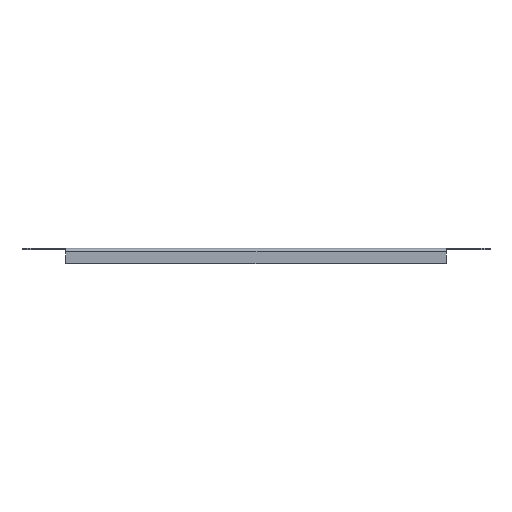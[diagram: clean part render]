
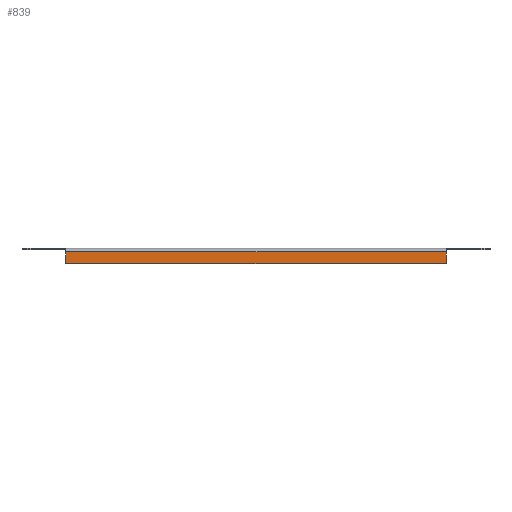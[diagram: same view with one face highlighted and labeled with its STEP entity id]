
A CAD part, front view. The second image highlights one B-rep face of the part: STEP entity #839.
In plain terms, the highlighted planar face has unit normal (0, -1, 0).
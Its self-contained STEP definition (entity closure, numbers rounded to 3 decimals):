
#45 = LINE ( 'NONE', #466, #613 ) ;
#74 = DIRECTION ( 'NONE',  ( 0., 1., 0. ) ) ;
#169 = FACE_OUTER_BOUND ( 'NONE', #1016, .T. ) ;
#212 = DIRECTION ( 'NONE',  ( 0., 0., -1. ) ) ;
#223 = CARTESIAN_POINT ( 'NONE',  ( -99.5, -24.7, -1.8 ) ) ;
#257 = VECTOR ( 'NONE', #1093, 1000. ) ;
#263 = ORIENTED_EDGE ( 'NONE', *, *, #277, .F. ) ;
#274 = EDGE_CURVE ( 'NONE', #1292, #1099, #302, .T. ) ;
#277 = EDGE_CURVE ( 'NONE', #816, #878, #1052, .T. ) ;
#302 = LINE ( 'NONE', #1245, #1174 ) ;
#384 = CARTESIAN_POINT ( 'NONE',  ( 99.5, -24.7, -1.8 ) ) ;
#410 = DIRECTION ( 'NONE',  ( 0., 0., 1. ) ) ;
#466 = CARTESIAN_POINT ( 'NONE',  ( 99.5, -24.7, -8. ) ) ;
#499 = CARTESIAN_POINT ( 'NONE',  ( 99.5, -24.7, -8. ) ) ;
#585 = PLANE ( 'NONE',  #845 ) ;
#593 = CARTESIAN_POINT ( 'NONE',  ( 0., -24.7, 0. ) ) ;
#613 = VECTOR ( 'NONE', #1238, 1000. ) ;
#645 = CARTESIAN_POINT ( 'NONE',  ( -99.5, -24.7, -8. ) ) ;
#659 = DIRECTION ( 'NONE',  ( 0., 0., 1. ) ) ;
#664 = CARTESIAN_POINT ( 'NONE',  ( 99.5, -24.7, -1.8 ) ) ;
#697 = VECTOR ( 'NONE', #212, 1000. ) ;
#768 = LINE ( 'NONE', #664, #257 ) ;
#811 = ORIENTED_EDGE ( 'NONE', *, *, #1311, .F. ) ;
#816 = VERTEX_POINT ( 'NONE', #384 ) ;
#839 = ADVANCED_FACE ( 'NONE', ( #169 ), #585, .F. ) ;
#845 = AXIS2_PLACEMENT_3D ( 'NONE', #593, #74, #659 ) ;
#847 = EDGE_CURVE ( 'NONE', #878, #1292, #45, .T. ) ;
#878 = VERTEX_POINT ( 'NONE', #499 ) ;
#1016 = EDGE_LOOP ( 'NONE', ( #811, #1318, #1107, #263 ) ) ;
#1052 = LINE ( 'NONE', #1250, #697 ) ;
#1093 = DIRECTION ( 'NONE',  ( 1., 0., 0. ) ) ;
#1099 = VERTEX_POINT ( 'NONE', #223 ) ;
#1107 = ORIENTED_EDGE ( 'NONE', *, *, #847, .F. ) ;
#1174 = VECTOR ( 'NONE', #410, 1000. ) ;
#1238 = DIRECTION ( 'NONE',  ( -1., 0., 0. ) ) ;
#1245 = CARTESIAN_POINT ( 'NONE',  ( -99.5, -24.7, -8. ) ) ;
#1250 = CARTESIAN_POINT ( 'NONE',  ( 99.5, -24.7, -0.8 ) ) ;
#1292 = VERTEX_POINT ( 'NONE', #645 ) ;
#1311 = EDGE_CURVE ( 'NONE', #1099, #816, #768, .T. ) ;
#1318 = ORIENTED_EDGE ( 'NONE', *, *, #274, .F. ) ;
